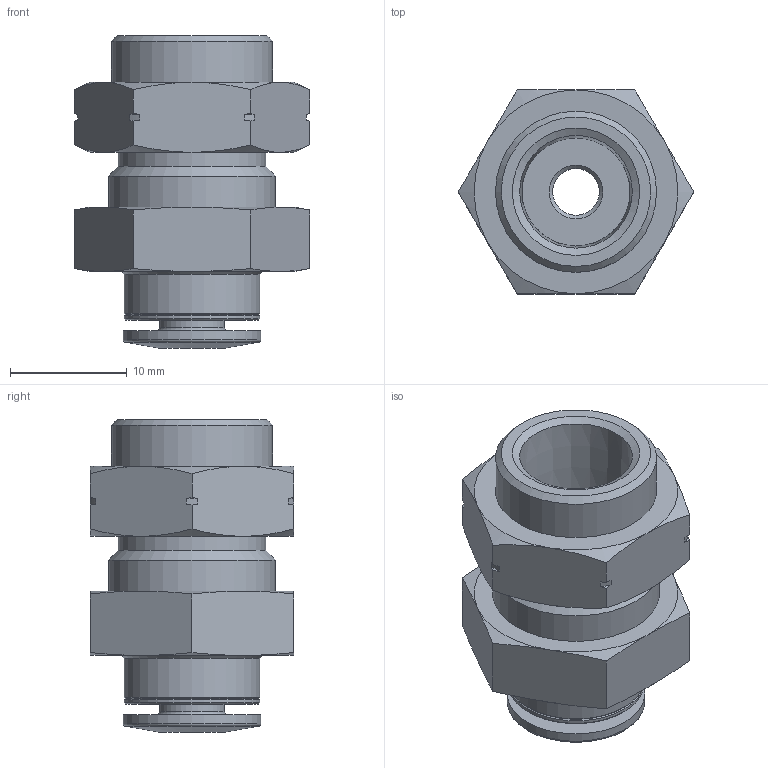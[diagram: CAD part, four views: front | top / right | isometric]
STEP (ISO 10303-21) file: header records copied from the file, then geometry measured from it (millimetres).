
FILE_DESCRIPTION(/* description */ ('STEP AP214'),/* implementation_level */ '2;1');
FILE_NAME(/* name */ '153768_QSSF-1_8-3_16-U',/* time_stamp */ '2024-09-14T16:18:26+02:00',/* author */ ('License CC BY-ND 4.0'),/* organization */ ('CADENAS'),/* preprocessor_version */ 'ST-DEVELOPER v19.3',/* originating_system */ 'PARTsolutions',/* authorisation */ ' ');
FILE_SCHEMA (('AUTOMOTIVE_DESIGN {1 0 10303 214 3 1 1}'));
Length unit declared in the file: millimetre
Products named in the file (3): 153768 QSSF-1/8-3/16-U; 153768 QSSF-1/8-3/16-U---(part); Flachmutter 9/16-18UNF-5.5-17.46
Assembly tree (2 placements, depth 2):
  153768 QSSF-1/8-3/16-U
    153768 QSSF-1/8-3/16-U---(part)
    Flachmutter 9/16-18UNF-5.5-17.46
Bounding box: 20.16 x 17.46 x 26.8 mm (x, y, z)
Volume: 4204.3 mm3; surface area: 3109.4 mm2
Topology: 2 solids, 2 shells, 90 faces, 199 edges, 119 vertices
Faces by surface type: cone 49, plane 22, cylinder 16, torus 3
Full cylindrical faces by diameter (mm): 4 x1, 4.762 x1, 5.562 x1, 11.609 x2, 11.8 x1, 12.609 x1, 12.913 x1, 13.8 x1, 14.287 x1
Entity records: 2924 total; most frequent: CARTESIAN_POINT 599, DIRECTION 356, ORIENTED_EDGE 344, EDGE_CURVE 172, AXIS2_PLACEMENT_3D 163, EDGE_LOOP 126, FACE_BOUND 126, VERTEX_POINT 118
